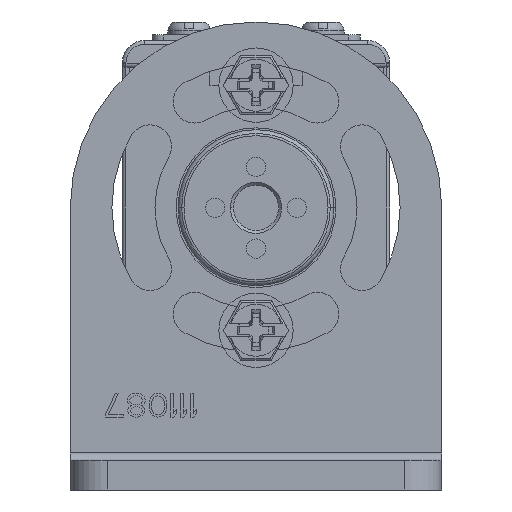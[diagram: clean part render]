
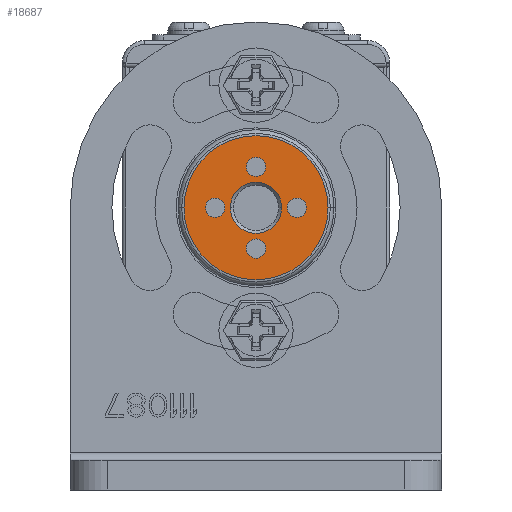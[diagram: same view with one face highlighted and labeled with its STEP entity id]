
A CAD part, front view. The second image highlights one B-rep face of the part: STEP entity #18687.
In plain terms, the highlighted planar face has unit normal (0, -1, 0).
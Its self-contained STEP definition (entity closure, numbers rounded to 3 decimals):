
#3073=CARTESIAN_POINT('',(0.,-365.,22.5));
#3074=DIRECTION('',(0.,-1.,0.));
#3075=DIRECTION('',(-1.,0.,0.));
#3076=AXIS2_PLACEMENT_3D('',#3073,#3074,#3075);
#3078=CARTESIAN_POINT('',(0.,-365.,22.5));
#3079=DIRECTION('',(0.,-1.,0.));
#3080=DIRECTION('',(1.,0.,0.));
#3081=AXIS2_PLACEMENT_3D('',#3078,#3079,#3080);
#3083=CARTESIAN_POINT('',(0.,-365.,22.5));
#3084=DIRECTION('',(0.,1.,0.));
#3085=DIRECTION('',(-1.,0.,0.));
#3086=AXIS2_PLACEMENT_3D('',#3083,#3084,#3085);
#3088=CARTESIAN_POINT('',(0.,-365.,22.5));
#3089=DIRECTION('',(0.,1.,0.));
#3090=DIRECTION('',(1.,0.,0.));
#3091=AXIS2_PLACEMENT_3D('',#3088,#3089,#3090);
#3093=CARTESIAN_POINT('',(0.,-365.,17.));
#3094=DIRECTION('',(0.,-1.,0.));
#3095=DIRECTION('',(-1.,0.,0.));
#3096=AXIS2_PLACEMENT_3D('',#3093,#3094,#3095);
#3098=CARTESIAN_POINT('',(0.,-365.,17.));
#3099=DIRECTION('',(0.,-1.,0.));
#3100=DIRECTION('',(1.,0.,0.));
#3101=AXIS2_PLACEMENT_3D('',#3098,#3099,#3100);
#3103=CARTESIAN_POINT('',(-5.5,-365.,22.5));
#3104=DIRECTION('',(0.,-1.,0.));
#3105=DIRECTION('',(-1.,0.,0.));
#3106=AXIS2_PLACEMENT_3D('',#3103,#3104,#3105);
#3108=CARTESIAN_POINT('',(-5.5,-365.,22.5));
#3109=DIRECTION('',(0.,-1.,0.));
#3110=DIRECTION('',(1.,0.,0.));
#3111=AXIS2_PLACEMENT_3D('',#3108,#3109,#3110);
#3113=CARTESIAN_POINT('',(0.,-365.,28.));
#3114=DIRECTION('',(0.,-1.,0.));
#3115=DIRECTION('',(-1.,0.,0.));
#3116=AXIS2_PLACEMENT_3D('',#3113,#3114,#3115);
#3118=CARTESIAN_POINT('',(0.,-365.,28.));
#3119=DIRECTION('',(0.,-1.,0.));
#3120=DIRECTION('',(1.,0.,0.));
#3121=AXIS2_PLACEMENT_3D('',#3118,#3119,#3120);
#3123=CARTESIAN_POINT('',(5.5,-365.,22.5));
#3124=DIRECTION('',(0.,-1.,0.));
#3125=DIRECTION('',(-1.,0.,0.));
#3126=AXIS2_PLACEMENT_3D('',#3123,#3124,#3125);
#3128=CARTESIAN_POINT('',(5.5,-365.,22.5));
#3129=DIRECTION('',(0.,-1.,0.));
#3130=DIRECTION('',(1.,0.,0.));
#3131=AXIS2_PLACEMENT_3D('',#3128,#3129,#3130);
#13591=CARTESIAN_POINT('',(-9.7,-365.,22.5));
#13592=CARTESIAN_POINT('',(9.7,-365.,22.5));
#13593=VERTEX_POINT('',#13591);
#13594=VERTEX_POINT('',#13592);
#13599=CARTESIAN_POINT('',(-3.45,-365.,22.5));
#13600=CARTESIAN_POINT('',(3.45,-365.,22.5));
#13601=VERTEX_POINT('',#13599);
#13602=VERTEX_POINT('',#13600);
#13619=CARTESIAN_POINT('',(-1.3,-365.,17.));
#13620=CARTESIAN_POINT('',(1.3,-365.,17.));
#13621=VERTEX_POINT('',#13619);
#13622=VERTEX_POINT('',#13620);
#13623=CARTESIAN_POINT('',(-6.8,-365.,22.5));
#13624=CARTESIAN_POINT('',(-4.2,-365.,22.5));
#13625=VERTEX_POINT('',#13623);
#13626=VERTEX_POINT('',#13624);
#13627=CARTESIAN_POINT('',(-1.3,-365.,28.));
#13628=CARTESIAN_POINT('',(1.3,-365.,28.));
#13629=VERTEX_POINT('',#13627);
#13630=VERTEX_POINT('',#13628);
#13631=CARTESIAN_POINT('',(4.2,-365.,22.5));
#13632=CARTESIAN_POINT('',(6.8,-365.,22.5));
#13633=VERTEX_POINT('',#13631);
#13634=VERTEX_POINT('',#13632);
#18647=CARTESIAN_POINT('',(0.,-365.,22.5));
#18648=DIRECTION('',(0.,-1.,0.));
#18649=DIRECTION('',(-1.,0.,0.));
#18650=AXIS2_PLACEMENT_3D('',#18647,#18648,#18649);
#18651=PLANE('',#18650);
#18652=ORIENTED_EDGE('',*,*,#18637,.F.);
#18654=ORIENTED_EDGE('',*,*,#18653,.F.);
#18655=EDGE_LOOP('',(#18652,#18654));
#18656=FACE_OUTER_BOUND('',#18655,.F.);
#18658=ORIENTED_EDGE('',*,*,#18657,.F.);
#18660=ORIENTED_EDGE('',*,*,#18659,.F.);
#18661=EDGE_LOOP('',(#18658,#18660));
#18662=FACE_BOUND('',#18661,.F.);
#18664=ORIENTED_EDGE('',*,*,#18663,.T.);
#18666=ORIENTED_EDGE('',*,*,#18665,.T.);
#18667=EDGE_LOOP('',(#18664,#18666));
#18668=FACE_BOUND('',#18667,.F.);
#18670=ORIENTED_EDGE('',*,*,#18669,.T.);
#18672=ORIENTED_EDGE('',*,*,#18671,.T.);
#18673=EDGE_LOOP('',(#18670,#18672));
#18674=FACE_BOUND('',#18673,.F.);
#18676=ORIENTED_EDGE('',*,*,#18675,.T.);
#18678=ORIENTED_EDGE('',*,*,#18677,.T.);
#18679=EDGE_LOOP('',(#18676,#18678));
#18680=FACE_BOUND('',#18679,.F.);
#18682=ORIENTED_EDGE('',*,*,#18681,.T.);
#18684=ORIENTED_EDGE('',*,*,#18683,.T.);
#18685=EDGE_LOOP('',(#18682,#18684));
#18686=FACE_BOUND('',#18685,.F.);
#18687=ADVANCED_FACE('',(#18656,#18662,#18668,#18674,#18680,#18686),#18651,.T.);
#3077=CIRCLE('',#3076,9.7);
#3082=CIRCLE('',#3081,9.7);
#3087=CIRCLE('',#3086,3.45);
#3092=CIRCLE('',#3091,3.45);
#3097=CIRCLE('',#3096,1.3);
#3102=CIRCLE('',#3101,1.3);
#3107=CIRCLE('',#3106,1.3);
#3112=CIRCLE('',#3111,1.3);
#3117=CIRCLE('',#3116,1.3);
#3122=CIRCLE('',#3121,1.3);
#3127=CIRCLE('',#3126,1.3);
#3132=CIRCLE('',#3131,1.3);
#18637=EDGE_CURVE('',#13593,#13594,#3077,.T.);
#18653=EDGE_CURVE('',#13594,#13593,#3082,.T.);
#18657=EDGE_CURVE('',#13601,#13602,#3087,.T.);
#18659=EDGE_CURVE('',#13602,#13601,#3092,.T.);
#18663=EDGE_CURVE('',#13621,#13622,#3097,.T.);
#18665=EDGE_CURVE('',#13622,#13621,#3102,.T.);
#18669=EDGE_CURVE('',#13625,#13626,#3107,.T.);
#18671=EDGE_CURVE('',#13626,#13625,#3112,.T.);
#18675=EDGE_CURVE('',#13629,#13630,#3117,.T.);
#18677=EDGE_CURVE('',#13630,#13629,#3122,.T.);
#18681=EDGE_CURVE('',#13633,#13634,#3127,.T.);
#18683=EDGE_CURVE('',#13634,#13633,#3132,.T.);
